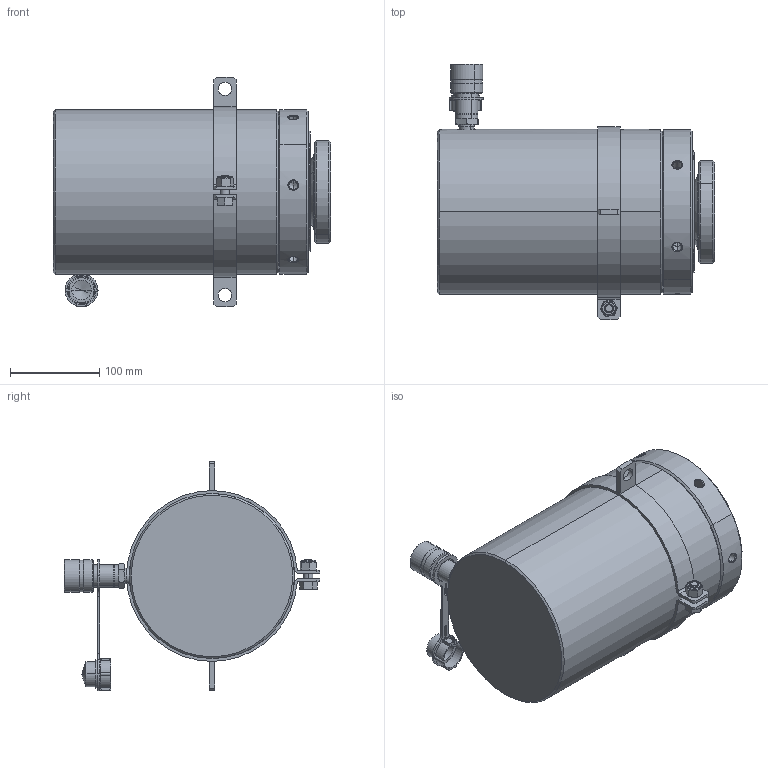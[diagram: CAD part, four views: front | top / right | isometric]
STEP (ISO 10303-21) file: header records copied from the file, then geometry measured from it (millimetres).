
FILE_DESCRIPTION (( 'STEP AP214' ), '1' );
FILE_NAME ('HFG1006.STEP', '2017-03-08T15:23:17', ( '' ), ( '' ), 'SwSTEP 2.0', 'SolidWorks 2017', '' );
FILE_SCHEMA (( 'AUTOMOTIVE_DESIGN' ));
Length unit declared in the file: millimetre
Products named in the file (14): PRC140MG002; CBC140RG002; HFG1006; O-RING_SEC120RA001; NUC010LC000; HEX HEAD BOLT_BLC010LB025; FLC178LA003_Default<As Machined>; PPC1; PISTON TEE SEAL_SEC140GA001; SOCKET COUNTERSUNK SCREWS_BLC012MF050; SIC018WG001; SAC115WC001; CF1; SRC140PM003
Assembly tree (13 placements, depth 2):
  HFG1006
    CBC140RG002
    PRC140MG002
    SRC140PM003
    CF1
    SAC115WC001
    SIC018WG001
    SOCKET COUNTERSUNK SCREWS_BLC012MF050
    PISTON TEE SEAL_SEC140GA001
    PPC1
    FLC178LA003_Default<As Machined>
    HEX HEAD BOLT_BLC010LB025
    NUC010LC000
    O-RING_SEC120RA001
Bounding box: 311 x 285.8 x 257.31 mm (x, y, z)
Volume: 7844297.2 mm3; surface area: 712851.7 mm2
Topology: 15 solids, 15 shells, 541 faces, 1284 edges, 798 vertices
Faces by surface type: cylinder 241, plane 132, cone 131, torus 23, sphere 8, bspline 6
Entity records: 22168 total; most frequent: CARTESIAN_POINT 8899, DIRECTION 2620, ORIENTED_EDGE 2530, EDGE_CURVE 1265, AXIS2_PLACEMENT_3D 1061, VERTEX_POINT 798, EDGE_LOOP 613, ADVANCED_FACE 541
